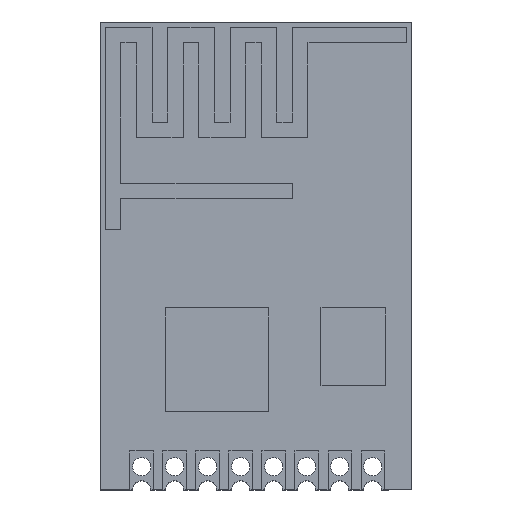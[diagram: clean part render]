
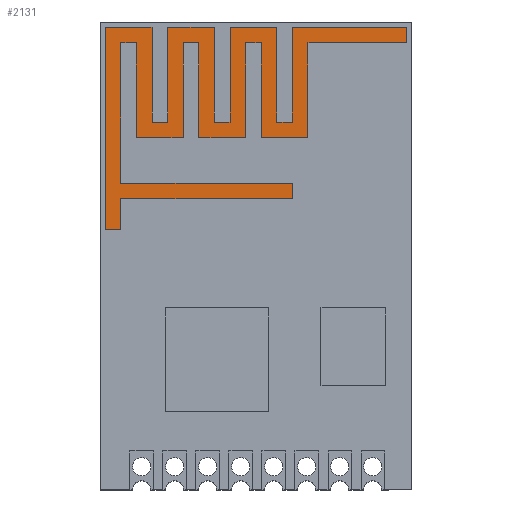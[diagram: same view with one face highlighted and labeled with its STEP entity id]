
A CAD part, top view. The second image highlights one B-rep face of the part: STEP entity #2131.
In plain terms, the highlighted planar face has unit normal (0, 0, 1).
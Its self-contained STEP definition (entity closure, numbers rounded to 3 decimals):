
#133=FACE_OUTER_BOUND('',#240,.T.);
#240=EDGE_LOOP('',(#1540,#1541,#1542,#1543,#1544,#1545,#1546,#1547,#1548,
#1549,#1550,#1551,#1552,#1553,#1554,#1555,#1556,#1557,#1558,#1559,#1560,
#1561,#1562,#1563,#1564,#1565,#1566,#1567,#1568,#1569,#1570,#1571,#1572,
#1573));
#356=LINE('',#2957,#622);
#359=LINE('',#2963,#625);
#362=LINE('',#2969,#628);
#365=LINE('',#2975,#631);
#368=LINE('',#2981,#634);
#371=LINE('',#2987,#637);
#374=LINE('',#2993,#640);
#377=LINE('',#2999,#643);
#380=LINE('',#3005,#646);
#383=LINE('',#3011,#649);
#386=LINE('',#3017,#652);
#389=LINE('',#3023,#655);
#392=LINE('',#3029,#658);
#395=LINE('',#3035,#661);
#398=LINE('',#3041,#664);
#401=LINE('',#3047,#667);
#404=LINE('',#3053,#670);
#407=LINE('',#3059,#673);
#410=LINE('',#3065,#676);
#413=LINE('',#3071,#679);
#416=LINE('',#3077,#682);
#419=LINE('',#3083,#685);
#422=LINE('',#3089,#688);
#425=LINE('',#3095,#691);
#428=LINE('',#3101,#694);
#431=LINE('',#3107,#697);
#434=LINE('',#3113,#700);
#437=LINE('',#3119,#703);
#440=LINE('',#3125,#706);
#443=LINE('',#3131,#709);
#446=LINE('',#3137,#712);
#449=LINE('',#3143,#715);
#452=LINE('',#3149,#718);
#455=LINE('',#3153,#721);
#622=VECTOR('',#2403,10.);
#625=VECTOR('',#2408,10.);
#628=VECTOR('',#2413,10.);
#631=VECTOR('',#2418,10.);
#634=VECTOR('',#2423,10.);
#637=VECTOR('',#2428,10.);
#640=VECTOR('',#2433,10.);
#643=VECTOR('',#2438,10.);
#646=VECTOR('',#2443,10.);
#649=VECTOR('',#2448,10.);
#652=VECTOR('',#2453,10.);
#655=VECTOR('',#2458,10.);
#658=VECTOR('',#2463,10.);
#661=VECTOR('',#2468,10.);
#664=VECTOR('',#2473,10.);
#667=VECTOR('',#2478,10.);
#670=VECTOR('',#2483,10.);
#673=VECTOR('',#2488,10.);
#676=VECTOR('',#2493,10.);
#679=VECTOR('',#2498,10.);
#682=VECTOR('',#2503,10.);
#685=VECTOR('',#2508,10.);
#688=VECTOR('',#2513,10.);
#691=VECTOR('',#2518,10.);
#694=VECTOR('',#2523,10.);
#697=VECTOR('',#2528,10.);
#700=VECTOR('',#2533,10.);
#703=VECTOR('',#2538,10.);
#706=VECTOR('',#2543,10.);
#709=VECTOR('',#2548,10.);
#712=VECTOR('',#2553,10.);
#715=VECTOR('',#2558,10.);
#718=VECTOR('',#2563,10.);
#721=VECTOR('',#2568,10.);
#880=VERTEX_POINT('',#2954);
#881=VERTEX_POINT('',#2956);
#883=VERTEX_POINT('',#2962);
#885=VERTEX_POINT('',#2968);
#887=VERTEX_POINT('',#2974);
#889=VERTEX_POINT('',#2980);
#891=VERTEX_POINT('',#2986);
#893=VERTEX_POINT('',#2992);
#895=VERTEX_POINT('',#2998);
#897=VERTEX_POINT('',#3004);
#899=VERTEX_POINT('',#3010);
#901=VERTEX_POINT('',#3016);
#903=VERTEX_POINT('',#3022);
#905=VERTEX_POINT('',#3028);
#907=VERTEX_POINT('',#3034);
#909=VERTEX_POINT('',#3040);
#911=VERTEX_POINT('',#3046);
#913=VERTEX_POINT('',#3052);
#915=VERTEX_POINT('',#3058);
#917=VERTEX_POINT('',#3064);
#919=VERTEX_POINT('',#3070);
#921=VERTEX_POINT('',#3076);
#923=VERTEX_POINT('',#3082);
#925=VERTEX_POINT('',#3088);
#927=VERTEX_POINT('',#3094);
#929=VERTEX_POINT('',#3100);
#931=VERTEX_POINT('',#3106);
#933=VERTEX_POINT('',#3112);
#935=VERTEX_POINT('',#3118);
#937=VERTEX_POINT('',#3124);
#939=VERTEX_POINT('',#3130);
#941=VERTEX_POINT('',#3136);
#943=VERTEX_POINT('',#3142);
#945=VERTEX_POINT('',#3148);
#1092=EDGE_CURVE('',#881,#880,#356,.T.);
#1095=EDGE_CURVE('',#883,#881,#359,.T.);
#1098=EDGE_CURVE('',#885,#883,#362,.T.);
#1101=EDGE_CURVE('',#887,#885,#365,.T.);
#1104=EDGE_CURVE('',#889,#887,#368,.T.);
#1107=EDGE_CURVE('',#891,#889,#371,.T.);
#1110=EDGE_CURVE('',#893,#891,#374,.T.);
#1113=EDGE_CURVE('',#895,#893,#377,.T.);
#1116=EDGE_CURVE('',#897,#895,#380,.T.);
#1119=EDGE_CURVE('',#899,#897,#383,.T.);
#1122=EDGE_CURVE('',#901,#899,#386,.T.);
#1125=EDGE_CURVE('',#903,#901,#389,.T.);
#1128=EDGE_CURVE('',#905,#903,#392,.T.);
#1131=EDGE_CURVE('',#907,#905,#395,.T.);
#1134=EDGE_CURVE('',#909,#907,#398,.T.);
#1137=EDGE_CURVE('',#911,#909,#401,.T.);
#1140=EDGE_CURVE('',#913,#911,#404,.T.);
#1143=EDGE_CURVE('',#915,#913,#407,.T.);
#1146=EDGE_CURVE('',#917,#915,#410,.T.);
#1149=EDGE_CURVE('',#919,#917,#413,.T.);
#1152=EDGE_CURVE('',#921,#919,#416,.T.);
#1155=EDGE_CURVE('',#923,#921,#419,.T.);
#1158=EDGE_CURVE('',#925,#923,#422,.T.);
#1161=EDGE_CURVE('',#927,#925,#425,.T.);
#1164=EDGE_CURVE('',#929,#927,#428,.T.);
#1167=EDGE_CURVE('',#931,#929,#431,.T.);
#1170=EDGE_CURVE('',#933,#931,#434,.T.);
#1173=EDGE_CURVE('',#935,#933,#437,.T.);
#1176=EDGE_CURVE('',#937,#935,#440,.T.);
#1179=EDGE_CURVE('',#939,#937,#443,.T.);
#1182=EDGE_CURVE('',#941,#939,#446,.T.);
#1185=EDGE_CURVE('',#943,#941,#449,.T.);
#1188=EDGE_CURVE('',#945,#943,#452,.T.);
#1191=EDGE_CURVE('',#880,#945,#455,.T.);
#1540=ORIENTED_EDGE('',*,*,#1191,.T.);
#1541=ORIENTED_EDGE('',*,*,#1188,.T.);
#1542=ORIENTED_EDGE('',*,*,#1185,.T.);
#1543=ORIENTED_EDGE('',*,*,#1182,.T.);
#1544=ORIENTED_EDGE('',*,*,#1179,.T.);
#1545=ORIENTED_EDGE('',*,*,#1176,.T.);
#1546=ORIENTED_EDGE('',*,*,#1173,.T.);
#1547=ORIENTED_EDGE('',*,*,#1170,.T.);
#1548=ORIENTED_EDGE('',*,*,#1167,.T.);
#1549=ORIENTED_EDGE('',*,*,#1164,.T.);
#1550=ORIENTED_EDGE('',*,*,#1161,.T.);
#1551=ORIENTED_EDGE('',*,*,#1158,.T.);
#1552=ORIENTED_EDGE('',*,*,#1155,.T.);
#1553=ORIENTED_EDGE('',*,*,#1152,.T.);
#1554=ORIENTED_EDGE('',*,*,#1149,.T.);
#1555=ORIENTED_EDGE('',*,*,#1146,.T.);
#1556=ORIENTED_EDGE('',*,*,#1143,.T.);
#1557=ORIENTED_EDGE('',*,*,#1140,.T.);
#1558=ORIENTED_EDGE('',*,*,#1137,.T.);
#1559=ORIENTED_EDGE('',*,*,#1134,.T.);
#1560=ORIENTED_EDGE('',*,*,#1131,.T.);
#1561=ORIENTED_EDGE('',*,*,#1128,.T.);
#1562=ORIENTED_EDGE('',*,*,#1125,.T.);
#1563=ORIENTED_EDGE('',*,*,#1122,.T.);
#1564=ORIENTED_EDGE('',*,*,#1119,.T.);
#1565=ORIENTED_EDGE('',*,*,#1116,.T.);
#1566=ORIENTED_EDGE('',*,*,#1113,.T.);
#1567=ORIENTED_EDGE('',*,*,#1110,.T.);
#1568=ORIENTED_EDGE('',*,*,#1107,.T.);
#1569=ORIENTED_EDGE('',*,*,#1104,.T.);
#1570=ORIENTED_EDGE('',*,*,#1101,.T.);
#1571=ORIENTED_EDGE('',*,*,#1098,.T.);
#1572=ORIENTED_EDGE('',*,*,#1095,.T.);
#1573=ORIENTED_EDGE('',*,*,#1092,.T.);
#2004=PLANE('',#2258);
#2131=ADVANCED_FACE('',(#133),#2004,.T.);
#2258=AXIS2_PLACEMENT_3D('',#3154,#2569,#2570);
#2403=DIRECTION('',(-1.,0.,0.));
#2408=DIRECTION('',(0.,1.,0.));
#2413=DIRECTION('',(-1.,0.,0.));
#2418=DIRECTION('',(0.,-1.,0.));
#2423=DIRECTION('',(-1.,0.,0.));
#2428=DIRECTION('',(0.,1.,0.));
#2433=DIRECTION('',(-1.,0.,0.));
#2438=DIRECTION('',(0.,-1.,0.));
#2443=DIRECTION('',(-1.,0.,0.));
#2448=DIRECTION('',(0.,1.,0.));
#2453=DIRECTION('',(-1.,0.,0.));
#2458=DIRECTION('',(0.,-1.,0.));
#2463=DIRECTION('',(-1.,0.,0.));
#2468=DIRECTION('',(0.,1.,0.));
#2473=DIRECTION('',(1.,0.,0.));
#2478=DIRECTION('',(0.,1.,0.));
#2483=DIRECTION('',(1.,0.,0.));
#2488=DIRECTION('',(0.,-1.,0.));
#2493=DIRECTION('',(1.,0.,0.));
#2498=DIRECTION('',(0.,1.,0.));
#2503=DIRECTION('',(1.,0.,0.));
#2508=DIRECTION('',(0.,-1.,0.));
#2513=DIRECTION('',(1.,0.,0.));
#2518=DIRECTION('',(0.,1.,0.));
#2523=DIRECTION('',(1.,0.,0.));
#2528=DIRECTION('',(0.,-1.,0.));
#2533=DIRECTION('',(1.,0.,0.));
#2538=DIRECTION('',(0.,1.,0.));
#2543=DIRECTION('',(-1.,0.,0.));
#2548=DIRECTION('',(0.,1.,0.));
#2553=DIRECTION('',(1.,0.,0.));
#2558=DIRECTION('',(0.,1.,0.));
#2563=DIRECTION('',(1.,0.,0.));
#2568=DIRECTION('',(0.,-1.,0.));
#2569=DIRECTION('center_axis',(0.,0.,1.));
#2570=DIRECTION('ref_axis',(1.,0.,0.));
#2954=CARTESIAN_POINT('',(-5.8,17.8,1.05));
#2956=CARTESIAN_POINT('',(-4.,17.8,1.05));
#2957=CARTESIAN_POINT('',(-5.8,17.8,1.05));
#2962=CARTESIAN_POINT('',(-4.,14.15,1.05));
#2963=CARTESIAN_POINT('',(-4.,17.8,1.05));
#2968=CARTESIAN_POINT('',(-3.4,14.15,1.05));
#2969=CARTESIAN_POINT('',(-4.,14.15,1.05));
#2974=CARTESIAN_POINT('',(-3.4,17.8,1.05));
#2975=CARTESIAN_POINT('',(-3.4,14.15,1.05));
#2980=CARTESIAN_POINT('',(-1.6,17.8,1.05));
#2981=CARTESIAN_POINT('',(-3.4,17.8,1.05));
#2986=CARTESIAN_POINT('',(-1.6,14.15,1.05));
#2987=CARTESIAN_POINT('',(-1.6,17.8,1.05));
#2992=CARTESIAN_POINT('',(-1.,14.15,1.05));
#2993=CARTESIAN_POINT('',(-1.6,14.15,1.05));
#2998=CARTESIAN_POINT('',(-1.,17.8,1.05));
#2999=CARTESIAN_POINT('',(-1.,14.15,1.05));
#3004=CARTESIAN_POINT('',(0.8,17.8,1.05));
#3005=CARTESIAN_POINT('',(-1.,17.8,1.05));
#3010=CARTESIAN_POINT('',(0.8,14.15,1.05));
#3011=CARTESIAN_POINT('',(0.8,17.8,1.05));
#3016=CARTESIAN_POINT('',(1.4,14.15,1.05));
#3017=CARTESIAN_POINT('',(0.8,14.15,1.05));
#3022=CARTESIAN_POINT('',(1.4,17.8,1.05));
#3023=CARTESIAN_POINT('',(1.4,14.15,1.05));
#3028=CARTESIAN_POINT('',(5.8,17.8,1.05));
#3029=CARTESIAN_POINT('',(1.4,17.8,1.05));
#3034=CARTESIAN_POINT('',(5.8,17.2,1.05));
#3035=CARTESIAN_POINT('',(5.8,17.8,1.05));
#3040=CARTESIAN_POINT('',(2.,17.2,1.05));
#3041=CARTESIAN_POINT('',(5.8,17.2,1.05));
#3046=CARTESIAN_POINT('',(2.,13.55,1.05));
#3047=CARTESIAN_POINT('',(2.,17.2,1.05));
#3052=CARTESIAN_POINT('',(0.2,13.55,1.05));
#3053=CARTESIAN_POINT('',(2.,13.55,1.05));
#3058=CARTESIAN_POINT('',(0.2,17.2,1.05));
#3059=CARTESIAN_POINT('',(0.2,13.55,1.05));
#3064=CARTESIAN_POINT('',(-0.4,17.2,1.05));
#3065=CARTESIAN_POINT('',(0.2,17.2,1.05));
#3070=CARTESIAN_POINT('',(-0.4,13.55,1.05));
#3071=CARTESIAN_POINT('',(-0.4,17.2,1.05));
#3076=CARTESIAN_POINT('',(-2.2,13.55,1.05));
#3077=CARTESIAN_POINT('',(-0.4,13.55,1.05));
#3082=CARTESIAN_POINT('',(-2.2,17.2,1.05));
#3083=CARTESIAN_POINT('',(-2.2,13.55,1.05));
#3088=CARTESIAN_POINT('',(-2.8,17.2,1.05));
#3089=CARTESIAN_POINT('',(-2.2,17.2,1.05));
#3094=CARTESIAN_POINT('',(-2.8,13.55,1.05));
#3095=CARTESIAN_POINT('',(-2.8,17.2,1.05));
#3100=CARTESIAN_POINT('',(-4.6,13.55,1.05));
#3101=CARTESIAN_POINT('',(-2.8,13.55,1.05));
#3106=CARTESIAN_POINT('',(-4.6,17.2,1.05));
#3107=CARTESIAN_POINT('',(-4.6,13.55,1.05));
#3112=CARTESIAN_POINT('',(-5.2,17.2,1.05));
#3113=CARTESIAN_POINT('',(-4.6,17.2,1.05));
#3118=CARTESIAN_POINT('',(-5.2,11.8,1.05));
#3119=CARTESIAN_POINT('',(-5.2,17.2,1.05));
#3124=CARTESIAN_POINT('',(1.4,11.8,1.05));
#3125=CARTESIAN_POINT('',(-5.2,11.8,1.05));
#3130=CARTESIAN_POINT('',(1.4,11.2,1.05));
#3131=CARTESIAN_POINT('',(1.4,11.8,1.05));
#3136=CARTESIAN_POINT('',(-5.2,11.2,1.05));
#3137=CARTESIAN_POINT('',(1.4,11.2,1.05));
#3142=CARTESIAN_POINT('',(-5.2,10.,1.05));
#3143=CARTESIAN_POINT('',(-5.2,11.2,1.05));
#3148=CARTESIAN_POINT('',(-5.8,10.,1.05));
#3149=CARTESIAN_POINT('',(-5.2,10.,1.05));
#3153=CARTESIAN_POINT('',(-5.8,10.,1.05));
#3154=CARTESIAN_POINT('Origin',(-1.642,14.933,1.05));
